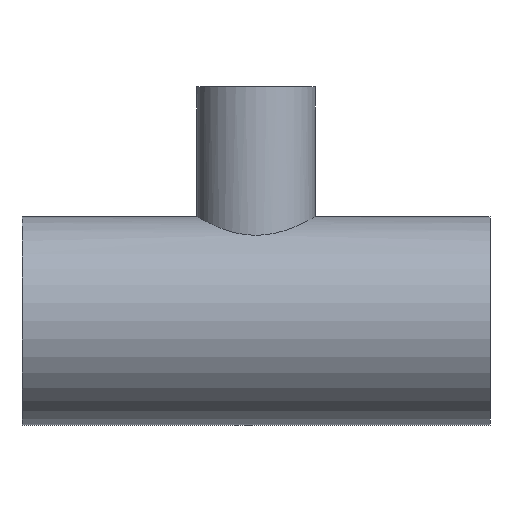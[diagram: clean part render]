
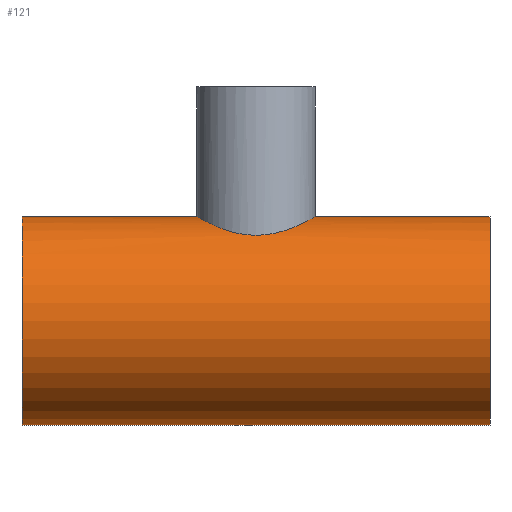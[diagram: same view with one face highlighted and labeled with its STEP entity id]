
A CAD part, front view. The second image highlights one B-rep face of the part: STEP entity #121.
In plain terms, the highlighted cylindrical face has radius 44.55 mm (diameter 89.1 mm), a full revolution.
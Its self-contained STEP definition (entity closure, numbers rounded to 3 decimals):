
#21=FACE_BOUND('',#39,.T.);
#28=FACE_OUTER_BOUND('',#38,.T.);
#38=EDGE_LOOP('',(#104,#105,#106,#107));
#39=EDGE_LOOP('',(#108,#109));
#46=CIRCLE('',#152,44.55);
#47=CIRCLE('',#154,44.55);
#51=LINE('',#350,#55);
#55=VECTOR('',#185,44.55);
#58=B_SPLINE_CURVE_WITH_KNOTS('',3,(#275,#276,#277,#278,#279,#280,#281,
#282,#283,#284,#285,#286,#287,#288,#289,#290,#291,#292),.UNSPECIFIED.,.F.,
 .F.,(4,2,2,2,2,2,2,2,4),(0.,0.493,0.986,1.479,
1.972,2.462,2.953,3.443,3.934),
 .UNSPECIFIED.);
#59=B_SPLINE_CURVE_WITH_KNOTS('',3,(#293,#294,#295,#296,#297,#298,#299,
#300,#301,#302,#303,#304,#305,#306,#307,#308,#309,#310,#311,#312,#313,#314,
#315,#316,#317,#318,#319,#320,#321,#322,#323,#324,#325,#326,#327,#328,#329,
#330,#331,#332,#333,#334,#335,#336,#337,#338,#339,#340,#341,#342),
 .UNSPECIFIED.,.F.,.F.,(4,2,2,2,2,2,2,2,2,2,2,2,2,2,2,2,2,2,2,2,2,2,2,2,
4),(3.934,4.424,4.915,5.405,
5.896,6.389,6.882,7.375,7.868,
8.361,8.854,9.347,9.84,10.33,
10.821,11.311,11.802,12.292,12.783,
13.273,13.764,14.257,14.75,15.243,
15.736),.UNSPECIFIED.);
#66=VERTEX_POINT('',#272);
#67=VERTEX_POINT('',#274);
#68=VERTEX_POINT('',#345);
#69=VERTEX_POINT('',#348);
#79=EDGE_CURVE('',#67,#66,#58,.T.);
#80=EDGE_CURVE('',#66,#67,#59,.T.);
#81=EDGE_CURVE('',#68,#68,#46,.T.);
#82=EDGE_CURVE('',#69,#69,#47,.T.);
#83=EDGE_CURVE('',#69,#68,#51,.T.);
#104=ORIENTED_EDGE('',*,*,#82,.F.);
#105=ORIENTED_EDGE('',*,*,#83,.T.);
#106=ORIENTED_EDGE('',*,*,#81,.F.);
#107=ORIENTED_EDGE('',*,*,#83,.F.);
#108=ORIENTED_EDGE('',*,*,#79,.T.);
#109=ORIENTED_EDGE('',*,*,#80,.T.);
#115=CYLINDRICAL_SURFACE('',#153,44.55);
#121=ADVANCED_FACE('',(#28,#21),#115,.T.);
#152=AXIS2_PLACEMENT_3D('',#346,#179,#180);
#153=AXIS2_PLACEMENT_3D('',#347,#181,#182);
#154=AXIS2_PLACEMENT_3D('',#349,#183,#184);
#179=DIRECTION('center_axis',(-1.,0.,0.));
#180=DIRECTION('ref_axis',(0.,1.,0.));
#181=DIRECTION('center_axis',(1.,0.,0.));
#182=DIRECTION('ref_axis',(0.,1.,0.));
#183=DIRECTION('center_axis',(1.,0.,0.));
#184=DIRECTION('ref_axis',(0.,1.,0.));
#185=DIRECTION('',(-1.,0.,0.));
#272=CARTESIAN_POINT('',(-25.4,0.,44.55));
#274=CARTESIAN_POINT('',(0.,-25.4,36.6));
#275=CARTESIAN_POINT('Ctrl Pts',(0.,-25.4,36.6));
#276=CARTESIAN_POINT('Ctrl Pts',(-1.643,-25.4,36.6));
#277=CARTESIAN_POINT('Ctrl Pts',(-3.325,-25.238,36.714));
#278=CARTESIAN_POINT('Ctrl Pts',(-6.639,-24.575,37.161));
#279=CARTESIAN_POINT('Ctrl Pts',(-8.272,-24.074,37.493));
#280=CARTESIAN_POINT('Ctrl Pts',(-11.383,-22.769,38.3));
#281=CARTESIAN_POINT('Ctrl Pts',(-12.865,-21.963,38.774));
#282=CARTESIAN_POINT('Ctrl Pts',(-15.599,-20.114,39.765));
#283=CARTESIAN_POINT('Ctrl Pts',(-16.851,-19.07,40.28));
#284=CARTESIAN_POINT('Ctrl Pts',(-19.064,-16.857,41.255));
#285=CARTESIAN_POINT('Ctrl Pts',(-20.107,-15.607,41.752));
#286=CARTESIAN_POINT('Ctrl Pts',(-21.959,-12.872,42.674));
#287=CARTESIAN_POINT('Ctrl Pts',(-22.767,-11.387,43.1));
#288=CARTESIAN_POINT('Ctrl Pts',(-24.076,-8.268,43.805));
#289=CARTESIAN_POINT('Ctrl Pts',(-24.578,-6.63,44.085));
#290=CARTESIAN_POINT('Ctrl Pts',(-25.24,-3.314,44.458));
#291=CARTESIAN_POINT('Ctrl Pts',(-25.4,-1.635,44.55));
#292=CARTESIAN_POINT('Ctrl Pts',(-25.4,0.,44.55));
#293=CARTESIAN_POINT('Ctrl Pts',(-25.4,0.,44.55));
#294=CARTESIAN_POINT('Ctrl Pts',(-25.4,1.635,44.55));
#295=CARTESIAN_POINT('Ctrl Pts',(-25.24,3.314,44.458));
#296=CARTESIAN_POINT('Ctrl Pts',(-24.578,6.63,44.085));
#297=CARTESIAN_POINT('Ctrl Pts',(-24.076,8.268,43.805));
#298=CARTESIAN_POINT('Ctrl Pts',(-22.767,11.387,43.1));
#299=CARTESIAN_POINT('Ctrl Pts',(-21.959,12.872,42.674));
#300=CARTESIAN_POINT('Ctrl Pts',(-20.107,15.607,41.752));
#301=CARTESIAN_POINT('Ctrl Pts',(-19.064,16.857,41.255));
#302=CARTESIAN_POINT('Ctrl Pts',(-16.851,19.07,40.28));
#303=CARTESIAN_POINT('Ctrl Pts',(-15.599,20.114,39.765));
#304=CARTESIAN_POINT('Ctrl Pts',(-12.865,21.963,38.774));
#305=CARTESIAN_POINT('Ctrl Pts',(-11.383,22.769,38.3));
#306=CARTESIAN_POINT('Ctrl Pts',(-8.272,24.074,37.493));
#307=CARTESIAN_POINT('Ctrl Pts',(-6.639,24.575,37.161));
#308=CARTESIAN_POINT('Ctrl Pts',(-3.325,25.238,36.714));
#309=CARTESIAN_POINT('Ctrl Pts',(-1.643,25.4,36.6));
#310=CARTESIAN_POINT('Ctrl Pts',(1.643,25.4,36.6));
#311=CARTESIAN_POINT('Ctrl Pts',(3.325,25.238,36.714));
#312=CARTESIAN_POINT('Ctrl Pts',(6.639,24.575,37.161));
#313=CARTESIAN_POINT('Ctrl Pts',(8.272,24.074,37.493));
#314=CARTESIAN_POINT('Ctrl Pts',(11.383,22.769,38.3));
#315=CARTESIAN_POINT('Ctrl Pts',(12.865,21.963,38.774));
#316=CARTESIAN_POINT('Ctrl Pts',(15.599,20.114,39.765));
#317=CARTESIAN_POINT('Ctrl Pts',(16.851,19.07,40.28));
#318=CARTESIAN_POINT('Ctrl Pts',(19.064,16.857,41.255));
#319=CARTESIAN_POINT('Ctrl Pts',(20.107,15.607,41.752));
#320=CARTESIAN_POINT('Ctrl Pts',(21.959,12.872,42.674));
#321=CARTESIAN_POINT('Ctrl Pts',(22.767,11.387,43.1));
#322=CARTESIAN_POINT('Ctrl Pts',(24.076,8.268,43.805));
#323=CARTESIAN_POINT('Ctrl Pts',(24.578,6.63,44.085));
#324=CARTESIAN_POINT('Ctrl Pts',(25.24,3.314,44.458));
#325=CARTESIAN_POINT('Ctrl Pts',(25.4,1.635,44.55));
#326=CARTESIAN_POINT('Ctrl Pts',(25.4,-1.635,44.55));
#327=CARTESIAN_POINT('Ctrl Pts',(25.24,-3.314,44.458));
#328=CARTESIAN_POINT('Ctrl Pts',(24.578,-6.63,44.085));
#329=CARTESIAN_POINT('Ctrl Pts',(24.076,-8.268,43.805));
#330=CARTESIAN_POINT('Ctrl Pts',(22.767,-11.387,43.1));
#331=CARTESIAN_POINT('Ctrl Pts',(21.959,-12.872,42.674));
#332=CARTESIAN_POINT('Ctrl Pts',(20.107,-15.607,41.752));
#333=CARTESIAN_POINT('Ctrl Pts',(19.064,-16.857,41.255));
#334=CARTESIAN_POINT('Ctrl Pts',(16.851,-19.07,40.28));
#335=CARTESIAN_POINT('Ctrl Pts',(15.599,-20.114,39.765));
#336=CARTESIAN_POINT('Ctrl Pts',(12.865,-21.963,38.774));
#337=CARTESIAN_POINT('Ctrl Pts',(11.383,-22.769,38.3));
#338=CARTESIAN_POINT('Ctrl Pts',(8.272,-24.074,37.493));
#339=CARTESIAN_POINT('Ctrl Pts',(6.639,-24.575,37.161));
#340=CARTESIAN_POINT('Ctrl Pts',(3.325,-25.238,36.714));
#341=CARTESIAN_POINT('Ctrl Pts',(1.643,-25.4,36.6));
#342=CARTESIAN_POINT('Ctrl Pts',(0.,-25.4,36.6));
#345=CARTESIAN_POINT('',(-100.,-44.55,0.));
#346=CARTESIAN_POINT('Origin',(-100.,0.,0.));
#347=CARTESIAN_POINT('Origin',(0.,0.,0.));
#348=CARTESIAN_POINT('',(100.,-44.55,0.));
#349=CARTESIAN_POINT('Origin',(100.,0.,0.));
#350=CARTESIAN_POINT('',(0.,-44.55,0.));
